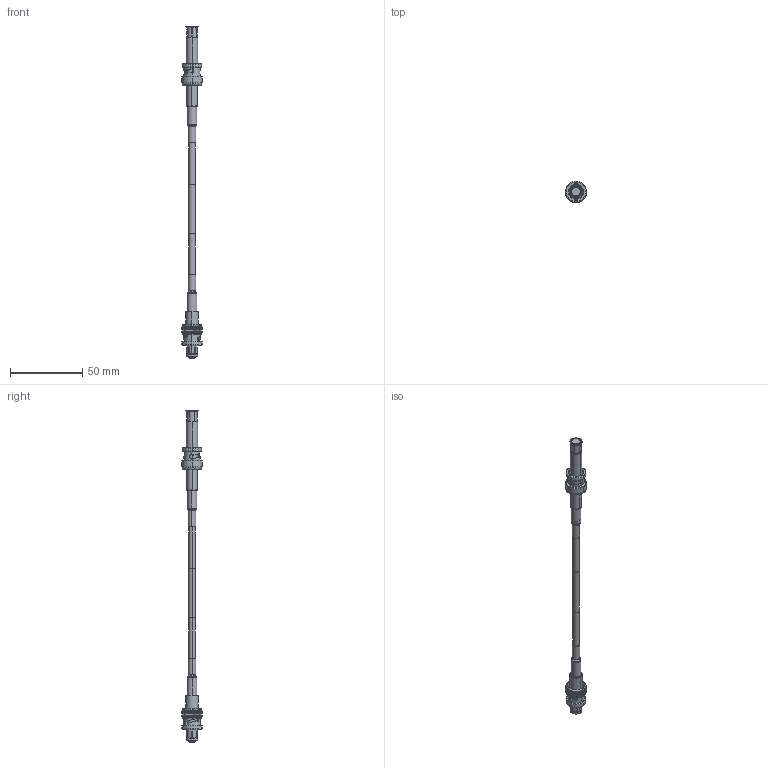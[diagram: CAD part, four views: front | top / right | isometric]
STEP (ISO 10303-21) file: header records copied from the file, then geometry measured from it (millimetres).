
FILE_DESCRIPTION (( 'STEP AP214' ), '1' );
FILE_NAME ('FMCA9779_3D.step', '2024-07-29T14:44:13', ( '' ), ( '' ), 'SwSTEP 2.0', 'SolidWorks 2022', '' );
FILE_SCHEMA (( 'AUTOMOTIVE_DESIGN' ));
Length unit declared in the file: inch
Products named in the file (6): FMCN1362-MA0; RG303／U_5 Inch Length with Lable; FMCN1362-MA2; Heat Shrink^FMCA9779_1" Long; FMCN45836; FMCA9779_3D
Assembly tree (6 placements, depth 2):
  FMCA9779_3D
    RG303／U_5 Inch Length with Lable
    FMCN45836
    FMCN1362-MA0
    FMCN1362-MA2
    Heat Shrink^FMCA9779_1" Long  x2
Bounding box: 14.5 x 14.5 x 230.4 mm (x, y, z)
Volume: 8242.8 mm3; surface area: 10359.2 mm2
Topology: 6 solids, 7 shells, 1378 faces, 3040 edges, 1697 vertices
Faces by surface type: bspline 604, cylinder 302, plane 276, cone 180, torus 16
Entity records: 44999 total; most frequent: CARTESIAN_POINT 21940, ORIENTED_EDGE 5992, DIRECTION 3276, EDGE_CURVE 2996, VERTEX_POINT 1673, AXIS2_PLACEMENT_3D 1405, EDGE_LOOP 1391, ADVANCED_FACE 1356
